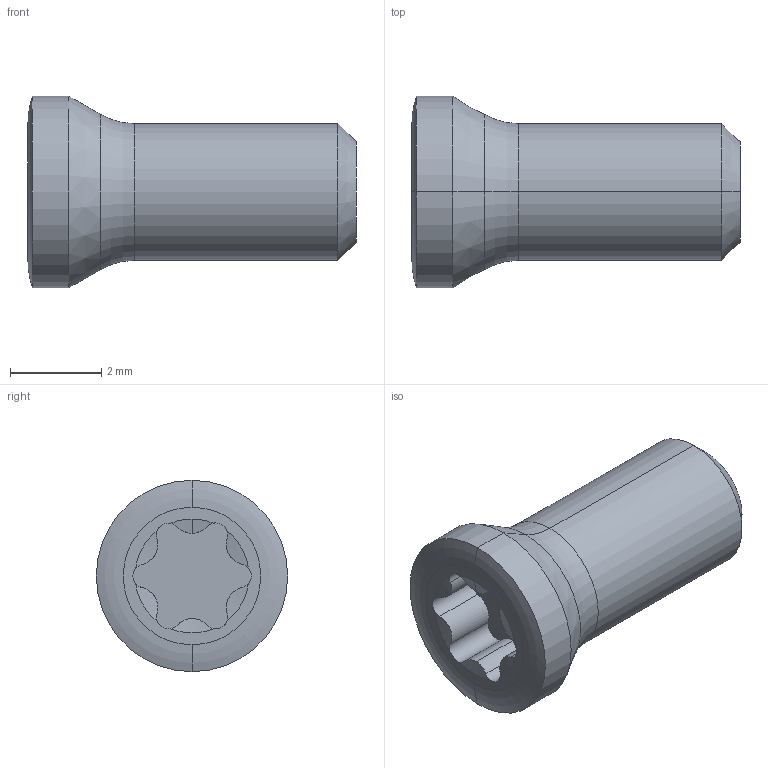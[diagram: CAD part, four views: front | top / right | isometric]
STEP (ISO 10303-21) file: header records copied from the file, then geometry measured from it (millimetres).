
FILE_DESCRIPTION (( 'STEP AP214' ), '1' );
FILE_NAME ('843.030.000.STEP', '2024-06-24T05:03:42', ( '' ), ( '' ), 'SwSTEP 2.0', 'SolidWorks 2022', '' );
FILE_SCHEMA (( 'AUTOMOTIVE_DESIGN' ));
Length unit declared in the file: millimetre
Products named in the file (1): 843.030.000
Bounding box: 7.2 x 4.2 x 4.2 mm (x, y, z)
Volume: 54.9 mm3; surface area: 102.4 mm2
Topology: 1 solids, 1 shells, 37 faces, 92 edges, 58 vertices
Faces by surface type: cylinder 19, cone 11, torus 4, plane 3
Entity records: 1198 total; most frequent: CARTESIAN_POINT 256, DIRECTION 196, ORIENTED_EDGE 184, EDGE_CURVE 92, AXIS2_PLACEMENT_3D 86, VERTEX_POINT 58, CIRCLE 48, EDGE_LOOP 38
